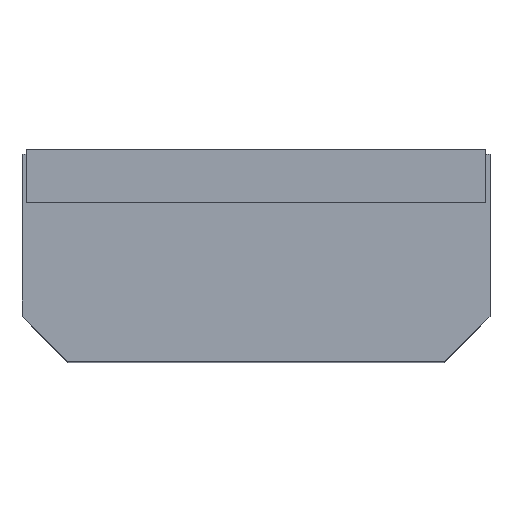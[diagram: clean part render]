
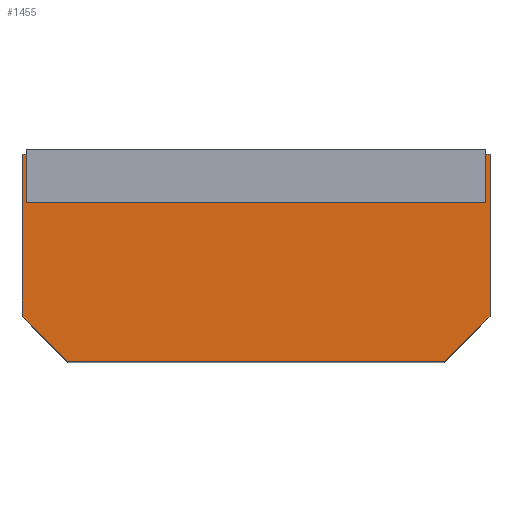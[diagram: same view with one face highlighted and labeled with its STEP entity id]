
A CAD part, top view. The second image highlights one B-rep face of the part: STEP entity #1455.
In plain terms, the highlighted planar face has unit normal (0, 0, 1).
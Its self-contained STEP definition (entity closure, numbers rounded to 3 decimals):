
#1182=CARTESIAN_POINT('',(9.357,-1.981,9.677));
#1181=VERTEX_POINT('',#1182);
#1192=CARTESIAN_POINT('',(0.803,-1.981,9.677));
#1191=VERTEX_POINT('',#1192);
#1190=EDGE_CURVE('',#1191,#1181,#1195,.T.);
#1195=LINE('',#1192,#1197);
#1197=VECTOR('',#1198,8.555);
#1198=DIRECTION('',(1.0,0.0,0.0));
#1231=CARTESIAN_POINT('',(10.401,-0.937,9.677));
#1230=VERTEX_POINT('',#1231);
#1239=EDGE_CURVE('',#1181,#1230,#1244,.T.);
#1244=LINE('',#1182,#1246);
#1246=VECTOR('',#1247,1.476);
#1247=DIRECTION('',(0.707,0.707,0.0));
#1280=CARTESIAN_POINT('',(10.401,2.743,9.677));
#1279=VERTEX_POINT('',#1280);
#1288=EDGE_CURVE('',#1230,#1279,#1293,.T.);
#1293=LINE('',#1231,#1295);
#1295=VECTOR('',#1296,3.68);
#1296=DIRECTION('',(0.0,1.0,0.0));
#1329=CARTESIAN_POINT('',(-0.241,2.743,9.677));
#1328=VERTEX_POINT('',#1329);
#1337=EDGE_CURVE('',#1279,#1328,#1342,.T.);
#1342=LINE('',#1280,#1344);
#1344=VECTOR('',#1345,10.643);
#1345=DIRECTION('',(-1.0,0.0,0.0));
#1378=CARTESIAN_POINT('',(-0.241,-0.937,9.677));
#1377=VERTEX_POINT('',#1378);
#1386=EDGE_CURVE('',#1328,#1377,#1391,.T.);
#1391=LINE('',#1329,#1393);
#1393=VECTOR('',#1394,3.68);
#1394=DIRECTION('',(0.0,-1.0,0.0));
#1435=EDGE_CURVE('',#1377,#1191,#1440,.T.);
#1440=LINE('',#1378,#1442);
#1442=VECTOR('',#1443,1.476);
#1443=DIRECTION('',(0.707,-0.707,0.0));
#1455=ADVANCED_FACE('',(#1461),#1456,.T.);
#1456=PLANE('',#1457);
#1457=AXIS2_PLACEMENT_3D('',#1458,#1459,#1460);
#1458=CARTESIAN_POINT('',(10.401,2.743,9.677));
#1459=DIRECTION('',(0.0,0.0,1.0));
#1460=DIRECTION('',(0.,1.,0.));
#1461=FACE_OUTER_BOUND('',#1462,.T.);
#1462=EDGE_LOOP('',(#1463,#1473,#1483,#1493,#1503,#1513));
#1463=ORIENTED_EDGE('',*,*,#1337,.T.);
#1473=ORIENTED_EDGE('',*,*,#1386,.T.);
#1483=ORIENTED_EDGE('',*,*,#1435,.T.);
#1493=ORIENTED_EDGE('',*,*,#1190,.T.);
#1503=ORIENTED_EDGE('',*,*,#1239,.T.);
#1513=ORIENTED_EDGE('',*,*,#1288,.T.);
